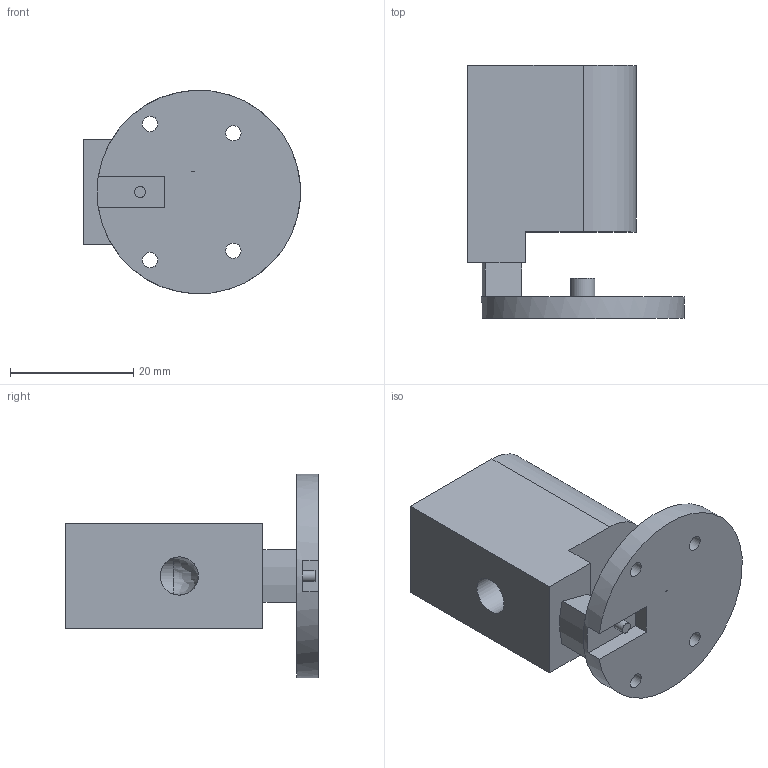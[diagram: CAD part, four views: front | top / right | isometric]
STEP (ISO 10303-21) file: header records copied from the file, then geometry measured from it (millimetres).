
FILE_DESCRIPTION(/* description */ (''),/* implementation_level */ '2;1');
FILE_NAME(/* name */ 'Clutch Connector For Tube(old).step',/* time_stamp */ '2023-07-30T19:06:40+08:00',/* author */ (''),/* organization */ (''),/* preprocessor_version */ 'ST-DEVELOPER v19.2',/* originating_system */ 'Autodesk Translation Framework v11.17.0.187',/* authorisation */ '');
FILE_SCHEMA (('AUTOMOTIVE_DESIGN { 1 0 10303 214 3 1 1 }'));
Length unit declared in the file: millimetre
Products named in the file (2): Clutch Connector For Tube(old); Tube Connector(No need to put L tube)
Assembly tree (1 placements, depth 2):
  Clutch Connector For Tube(old)
    Tube Connector(No need to put L tube)
Bounding box: 35.2 x 41 x 33 mm (x, y, z)
Volume: 14536.6 mm3; surface area: 6387.4 mm2
Topology: 2 solids, 2 shells, 34 faces, 83 edges, 54 vertices
Faces by surface type: plane 18, cylinder 15, bspline 1
Full cylindrical faces by diameter (mm): 1.8 x1, 2.5 x4, 3.9 x1, 6.2 x2, 33 x1
Entity records: 1094 total; most frequent: CARTESIAN_POINT 192, DIRECTION 188, ORIENTED_EDGE 162, EDGE_CURVE 81, AXIS2_PLACEMENT_3D 71, VERTEX_POINT 54, EDGE_LOOP 49, LINE 46
